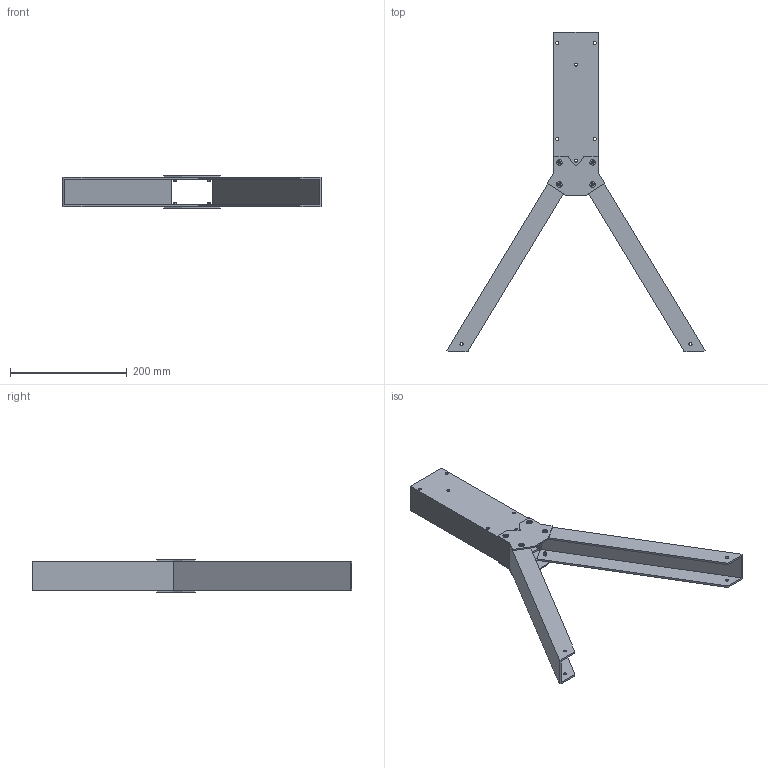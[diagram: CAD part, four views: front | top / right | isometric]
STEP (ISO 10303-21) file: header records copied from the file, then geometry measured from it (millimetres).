
FILE_DESCRIPTION (( 'STEP AP214' ), '1' );
FILE_NAME ('am-4052 LR20 - Tower.STEP', '2019-05-07T20:09:38', ( '' ), ( '' ), 'SwSTEP 2.0', 'SolidWorks 2019', '' );
FILE_SCHEMA (( 'AUTOMOTIVE_DESIGN' ));
Length unit declared in the file: inch
Products named in the file (4): Split Y Tower r0; am-4052 LR20 - Tower; Split Y Tower Brace; am-1226 steel rivet 1875 125-250 grip
Assembly tree (11 placements, depth 2):
  am-4052 LR20 - Tower
    Split Y Tower r0
    Split Y Tower Brace  x2
    am-1226 steel rivet 1875 125-250 grip  x8
Bounding box: 442.52 x 546.4 x 56.96 mm (x, y, z)
Volume: 445131.2 mm3; surface area: 297363.4 mm2
Topology: 11 solids, 11 shells, 258 faces, 667 edges, 430 vertices
Faces by surface type: cylinder 152, plane 90, cone 16
Entity records: 5210 total; most frequent: DIRECTION 932, CARTESIAN_POINT 852, ORIENTED_EDGE 840, EDGE_CURVE 420, AXIS2_PLACEMENT_3D 350, VERTEX_POINT 270, VECTOR 232, LINE 232
